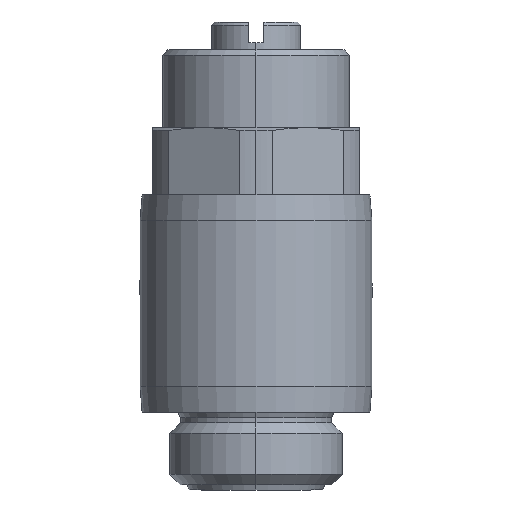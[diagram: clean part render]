
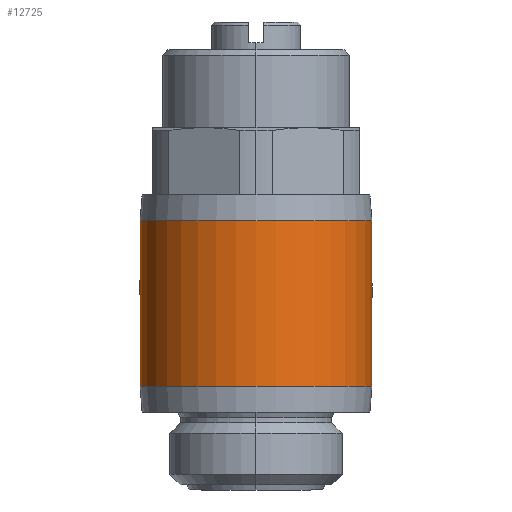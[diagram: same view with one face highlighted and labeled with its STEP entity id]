
A CAD part, left-side view. The second image highlights one B-rep face of the part: STEP entity #12725.
In plain terms, the highlighted cylindrical face has radius 11.2 mm (diameter 22.4 mm), a partial arc.
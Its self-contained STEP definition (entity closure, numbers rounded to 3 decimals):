
#472 = CARTESIAN_POINT ( 'NONE',  ( 11., 11.2, -9.4 ) ) ;
#474 = FACE_OUTER_BOUND ( 'NONE', #2488, .T. ) ;
#1144 = CARTESIAN_POINT ( 'NONE',  ( 11., 0., -1.4 ) ) ;
#1186 = VERTEX_POINT ( 'NONE', #3390 ) ;
#1518 = DIRECTION ( 'NONE',  ( 0., 0., 1. ) ) ;
#1557 = VERTEX_POINT ( 'NONE', #2346 ) ;
#2143 = CARTESIAN_POINT ( 'NONE',  ( 11., -11.2, 6.6 ) ) ;
#2172 = LINE ( 'NONE', #6148, #3982 ) ;
#2192 = EDGE_CURVE ( 'NONE', #10628, #1557, #6020, .T. ) ;
#2199 = AXIS2_PLACEMENT_3D ( 'NONE', #2874, #7633, #13531 ) ;
#2346 = CARTESIAN_POINT ( 'NONE',  ( 11., 11.2, 6.6 ) ) ;
#2361 = DIRECTION ( 'NONE',  ( 0., 0., 1. ) ) ;
#2419 = AXIS2_PLACEMENT_3D ( 'NONE', #6069, #14340, #11892 ) ;
#2488 = EDGE_LOOP ( 'NONE', ( #13908, #7489, #3187, #14990 ) ) ;
#2498 = DIRECTION ( 'NONE',  ( 0., -1., 0. ) ) ;
#2874 = CARTESIAN_POINT ( 'NONE',  ( 11., 0., -9.4 ) ) ;
#2907 = VECTOR ( 'NONE', #2361, 1000. ) ;
#3187 = ORIENTED_EDGE ( 'NONE', *, *, #10856, .F. ) ;
#3390 = CARTESIAN_POINT ( 'NONE',  ( 11., -11.2, -9.4 ) ) ;
#3982 = VECTOR ( 'NONE', #1518, 1000. ) ;
#6020 = LINE ( 'NONE', #6899, #2907 ) ;
#6069 = CARTESIAN_POINT ( 'NONE',  ( 11., 0., 6.6 ) ) ;
#6148 = CARTESIAN_POINT ( 'NONE',  ( 11., -11.2, -1.4 ) ) ;
#6899 = CARTESIAN_POINT ( 'NONE',  ( 11., 11.2, -1.4 ) ) ;
#7374 = AXIS2_PLACEMENT_3D ( 'NONE', #1144, #8300, #2498 ) ;
#7489 = ORIENTED_EDGE ( 'NONE', *, *, #2192, .T. ) ;
#7633 = DIRECTION ( 'NONE',  ( 0., 0., 1. ) ) ;
#8212 = CYLINDRICAL_SURFACE ( 'NONE', #7374, 11.2 ) ;
#8300 = DIRECTION ( 'NONE',  ( 0., 0., 1. ) ) ;
#8305 = CIRCLE ( 'NONE', #2199, 11.2 ) ;
#9967 = EDGE_CURVE ( 'NONE', #1186, #10628, #8305, .T. ) ;
#10628 = VERTEX_POINT ( 'NONE', #472 ) ;
#10856 = EDGE_CURVE ( 'NONE', #12919, #1557, #11978, .T. ) ;
#11892 = DIRECTION ( 'NONE',  ( -1., 0., 0. ) ) ;
#11978 = CIRCLE ( 'NONE', #2419, 11.2 ) ;
#12725 = ADVANCED_FACE ( 'NONE', ( #474 ), #8212, .T. ) ;
#12919 = VERTEX_POINT ( 'NONE', #2143 ) ;
#13531 = DIRECTION ( 'NONE',  ( 0., -1., 0. ) ) ;
#13908 = ORIENTED_EDGE ( 'NONE', *, *, #9967, .T. ) ;
#14340 = DIRECTION ( 'NONE',  ( 0., 0., 1. ) ) ;
#14984 = EDGE_CURVE ( 'NONE', #1186, #12919, #2172, .T. ) ;
#14990 = ORIENTED_EDGE ( 'NONE', *, *, #14984, .F. ) ;
